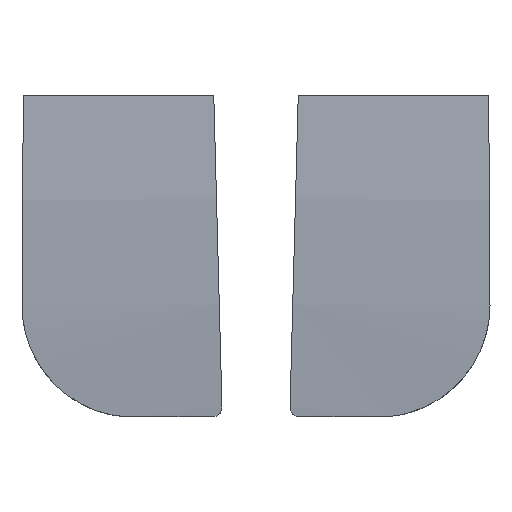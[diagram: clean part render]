
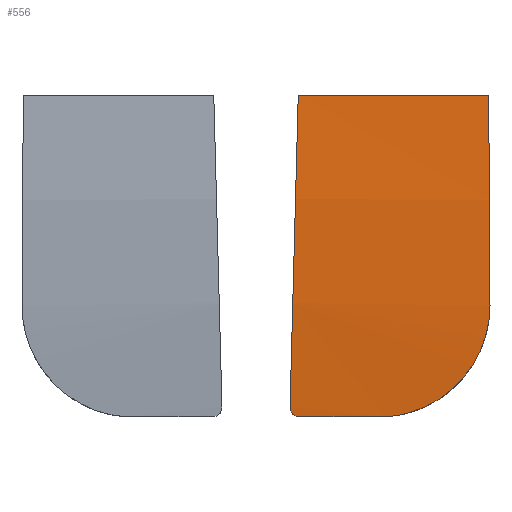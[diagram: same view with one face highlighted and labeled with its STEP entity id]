
A CAD part, top view. The second image highlights one B-rep face of the part: STEP entity #556.
In plain terms, the highlighted cylindrical face has radius 177.127 mm (diameter 354.254 mm), a partial arc.
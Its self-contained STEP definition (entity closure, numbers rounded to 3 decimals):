
#1 = CARTESIAN_POINT ( 'NONE',  ( 560.977, 504.491, 57.841 ) ) ;
#3 = CARTESIAN_POINT ( 'NONE',  ( 542.477, 475.433, 56.957 ) ) ;
#4 = B_SPLINE_CURVE_WITH_KNOTS ( 'NONE', 3,
 ( #650, #568, #213, #149, #500, #275, #789, #421, #506, #416, #857, #146, #781, #427, #793, #571, #849, #66, #704, #431, #711, #724, #636, #716, #560, #626 ),
 .UNSPECIFIED., .F., .F.,
 ( 4, 2, 2, 2, 2, 2, 2, 2, 2, 2, 2, 2, 4 ),
 ( 0., 0.002, 0.003, 0.004, 0.006, 0.007, 0.008, 0.01, 0.011, 0.012, 0.014, 0.015, 0.016 ),
 .UNSPECIFIED. ) ;
#10 = CARTESIAN_POINT ( 'NONE',  ( 551.351, 474.524, 56.848 ) ) ;
#45 = ORIENTED_EDGE ( 'NONE', *, *, #824, .F. ) ;
#56 = FACE_OUTER_BOUND ( 'NONE', #702, .T. ) ;
#66 = CARTESIAN_POINT ( 'NONE',  ( 555.722, 475.792, 56.991 ) ) ;
#80 = CARTESIAN_POINT ( 'NONE',  ( 543.242, 504.491, 57.836 ) ) ;
#83 = CARTESIAN_POINT ( 'NONE',  ( 542.477, 475.194, 56.93 ) ) ;
#95 =( BOUNDED_CURVE ( )  B_SPLINE_CURVE ( 3, ( #208, #481, #132, #80 ),
 .UNSPECIFIED., .F., .F. ) 
 B_SPLINE_CURVE_WITH_KNOTS ( ( 4, 4 ),
 ( 4.764, 4.764 ),
 .UNSPECIFIED. ) 
 CURVE ( )  GEOMETRIC_REPRESENTATION_ITEM ( )  RATIONAL_B_SPLINE_CURVE ( ( 1., 1., 1., 1. ) ) 
 REPRESENTATION_ITEM ( '' )  );
#119 = VERTEX_POINT ( 'NONE', #555 ) ;
#123 = CARTESIAN_POINT ( 'NONE',  ( 561.057, 491.433, 58.151 ) ) ;
#132 = CARTESIAN_POINT ( 'NONE',  ( 549.153, 504.491, 57.838 ) ) ;
#136 = VERTEX_POINT ( 'NONE', #424 ) ;
#138 = CARTESIAN_POINT ( 'NONE',  ( 542.478, 475.457, 56.96 ) ) ;
#142 = VERTEX_POINT ( 'NONE', #10 ) ;
#143 = CARTESIAN_POINT ( 'NONE',  ( 542.477, 475.441, 56.958 ) ) ;
#146 = CARTESIAN_POINT ( 'NONE',  ( 558.724, 478.282, 57.249 ) ) ;
#149 = CARTESIAN_POINT ( 'NONE',  ( 560.854, 482.645, 57.617 ) ) ;
#150 = ORIENTED_EDGE ( 'NONE', *, *, #232, .T. ) ;
#194 = CARTESIAN_POINT ( 'NONE',  ( 560.977, 504.491, 57.841 ) ) ;
#198 = EDGE_CURVE ( 'NONE', #347, #785, #501, .T. ) ;
#208 = CARTESIAN_POINT ( 'NONE',  ( 560.977, 504.491, 57.841 ) ) ;
#213 = CARTESIAN_POINT ( 'NONE',  ( 561.036, 483.603, 57.684 ) ) ;
#218 = CARTESIAN_POINT ( 'NONE',  ( 542.477, 475.449, 56.959 ) ) ;
#229 = EDGE_CURVE ( 'NONE', #136, #142, #4, .T. ) ;
#230 = CARTESIAN_POINT ( 'NONE',  ( 542.477, 475.433, 56.957 ) ) ;
#232 = EDGE_CURVE ( 'NONE', #764, #119, #95, .T. ) ;
#237 = CARTESIAN_POINT ( 'NONE',  ( 542.731, 485.1, 58.047 ) ) ;
#267 = CARTESIAN_POINT ( 'NONE',  ( 561.017, 497.966, 58.177 ) ) ;
#275 = CARTESIAN_POINT ( 'NONE',  ( 560.597, 481.7, 57.546 ) ) ;
#344 =( BOUNDED_CURVE ( )  B_SPLINE_CURVE ( 3, ( #592, #237, #522, #450 ),
 .UNSPECIFIED., .F., .F. ) 
 B_SPLINE_CURVE_WITH_KNOTS ( ( 4, 4 ),
 ( 1.459, 1.623 ),
 .UNSPECIFIED. ) 
 CURVE ( )  GEOMETRIC_REPRESENTATION_ITEM ( )  RATIONAL_B_SPLINE_CURVE ( ( 1., 0.998, 0.998, 1. ) ) 
 REPRESENTATION_ITEM ( '' )  );
#347 = VERTEX_POINT ( 'NONE', #486 ) ;
#368 = CARTESIAN_POINT ( 'NONE',  ( 543.148, 474.548, 56.855 ) ) ;
#375 = CARTESIAN_POINT ( 'NONE',  ( 551.351, 474.524, 56.848 ) ) ;
#405 = CARTESIAN_POINT ( 'NONE',  ( 543.386, 474.524, 56.852 ) ) ;
#416 = CARTESIAN_POINT ( 'NONE',  ( 559.313, 479.069, 57.323 ) ) ;
#421 = CARTESIAN_POINT ( 'NONE',  ( 560.129, 480.473, 57.448 ) ) ;
#424 = CARTESIAN_POINT ( 'NONE',  ( 561.098, 484.911, 57.765 ) ) ;
#427 = CARTESIAN_POINT ( 'NONE',  ( 557.841, 477.317, 57.153 ) ) ;
#431 = CARTESIAN_POINT ( 'NONE',  ( 554.55, 475.221, 56.927 ) ) ;
#438 = CARTESIAN_POINT ( 'NONE',  ( 542.826, 474.707, 56.874 ) ) ;
#441 =( BOUNDED_CURVE ( )  B_SPLINE_CURVE ( 3, ( #1, #267, #123, #700 ),
 .UNSPECIFIED., .F., .F. ) 
 B_SPLINE_CURVE_WITH_KNOTS ( ( 4, 4 ),
 ( 1.519, 1.63 ),
 .UNSPECIFIED. ) 
 CURVE ( )  GEOMETRIC_REPRESENTATION_ITEM ( )  RATIONAL_B_SPLINE_CURVE ( ( 1., 0.999, 0.999, 1. ) ) 
 REPRESENTATION_ITEM ( '' )  );
#444 = CARTESIAN_POINT ( 'NONE',  ( 542.575, 474.959, 56.903 ) ) ;
#450 = CARTESIAN_POINT ( 'NONE',  ( 543.242, 504.491, 57.836 ) ) ;
#481 = CARTESIAN_POINT ( 'NONE',  ( 555.065, 504.491, 57.839 ) ) ;
#486 = CARTESIAN_POINT ( 'NONE',  ( 542.477, 475.433, 56.957 ) ) ;
#500 = CARTESIAN_POINT ( 'NONE',  ( 560.779, 482.328, 57.594 ) ) ;
#501 = B_SPLINE_CURVE_WITH_KNOTS ( 'NONE', 3,
 ( #3, #143, #218, #138 ),
 .UNSPECIFIED., .F., .F.,
 ( 4, 4 ),
 ( 0.001, 0.001 ),
 .UNSPECIFIED. ) ;
#504 = CARTESIAN_POINT ( 'NONE',  ( 543.266, 474.524, 56.852 ) ) ;
#506 = CARTESIAN_POINT ( 'NONE',  ( 559.835, 479.894, 57.398 ) ) ;
#522 = CARTESIAN_POINT ( 'NONE',  ( 542.987, 494.8, 58.34 ) ) ;
#555 = CARTESIAN_POINT ( 'NONE',  ( 543.242, 504.491, 57.836 ) ) ;
#556 = ADVANCED_FACE ( 'NONE', ( #56 ), #838, .T. ) ;
#560 = CARTESIAN_POINT ( 'NONE',  ( 551.681, 474.545, 56.85 ) ) ;
#568 = CARTESIAN_POINT ( 'NONE',  ( 561.098, 484.252, 57.726 ) ) ;
#571 = CARTESIAN_POINT ( 'NONE',  ( 556.563, 476.309, 57.047 ) ) ;
#592 = CARTESIAN_POINT ( 'NONE',  ( 542.478, 475.457, 56.96 ) ) ;
#626 = CARTESIAN_POINT ( 'NONE',  ( 551.351, 474.524, 56.848 ) ) ;
#636 = CARTESIAN_POINT ( 'NONE',  ( 552.659, 474.685, 56.866 ) ) ;
#650 = CARTESIAN_POINT ( 'NONE',  ( 561.098, 484.911, 57.765 ) ) ;
#660 = EDGE_CURVE ( 'NONE', #785, #119, #344, .T. ) ;
#667 = B_SPLINE_CURVE_WITH_KNOTS ( 'NONE', 3,
 ( #804, #504, #368, #878, #438, #444, #83, #230 ),
 .UNSPECIFIED., .F., .F.,
 ( 4, 2, 2, 4 ),
 ( 0., 0., 0.001, 0.001 ),
 .UNSPECIFIED. ) ;
#669 = CARTESIAN_POINT ( 'NONE',  ( 548.696, 474.524, 56.849 ) ) ;
#687 = EDGE_CURVE ( 'NONE', #142, #816, #730, .T. ) ;
#693 = ORIENTED_EDGE ( 'NONE', *, *, #660, .F. ) ;
#700 = CARTESIAN_POINT ( 'NONE',  ( 561.098, 484.911, 57.765 ) ) ;
#702 = EDGE_LOOP ( 'NONE', ( #907, #150, #693, #834, #45, #726, #856 ) ) ;
#704 = CARTESIAN_POINT ( 'NONE',  ( 555.433, 475.639, 56.974 ) ) ;
#711 = CARTESIAN_POINT ( 'NONE',  ( 553.937, 474.999, 56.902 ) ) ;
#716 = CARTESIAN_POINT ( 'NONE',  ( 552.008, 474.581, 56.854 ) ) ;
#724 = CARTESIAN_POINT ( 'NONE',  ( 552.983, 474.752, 56.874 ) ) ;
#726 = ORIENTED_EDGE ( 'NONE', *, *, #687, .F. ) ;
#730 =( BOUNDED_CURVE ( )  B_SPLINE_CURVE ( 3, ( #375, #669, #927, #405 ),
 .UNSPECIFIED., .F., .F. ) 
 B_SPLINE_CURVE_WITH_KNOTS ( ( 4, 4 ),
 ( 4.595, 4.595 ),
 .UNSPECIFIED. ) 
 CURVE ( )  GEOMETRIC_REPRESENTATION_ITEM ( )  RATIONAL_B_SPLINE_CURVE ( ( 1., 1., 1., 1. ) ) 
 REPRESENTATION_ITEM ( '' )  );
#740 = CARTESIAN_POINT ( 'NONE',  ( 543.386, 474.524, 56.852 ) ) ;
#758 = EDGE_CURVE ( 'NONE', #764, #136, #441, .T. ) ;
#764 = VERTEX_POINT ( 'NONE', #194 ) ;
#781 = CARTESIAN_POINT ( 'NONE',  ( 558.51, 478.031, 57.224 ) ) ;
#785 = VERTEX_POINT ( 'NONE', #858 ) ;
#789 = CARTESIAN_POINT ( 'NONE',  ( 560.49, 481.387, 57.522 ) ) ;
#793 = CARTESIAN_POINT ( 'NONE',  ( 557.354, 476.887, 57.109 ) ) ;
#804 = CARTESIAN_POINT ( 'NONE',  ( 543.386, 474.524, 56.852 ) ) ;
#816 = VERTEX_POINT ( 'NONE', #740 ) ;
#824 = EDGE_CURVE ( 'NONE', #816, #347, #667, .T. ) ;
#831 = CARTESIAN_POINT ( 'NONE',  ( 648.011, 495.776, -119.052 ) ) ;
#834 = ORIENTED_EDGE ( 'NONE', *, *, #198, .F. ) ;
#838 = CYLINDRICAL_SURFACE ( 'NONE', #894, 177.127 ) ;
#845 = DIRECTION ( 'NONE',  ( 0.005, -1., 0. ) ) ;
#849 = CARTESIAN_POINT ( 'NONE',  ( 556.287, 476.128, 57.028 ) ) ;
#856 = ORIENTED_EDGE ( 'NONE', *, *, #229, .F. ) ;
#857 = CARTESIAN_POINT ( 'NONE',  ( 559.126, 478.802, 57.298 ) ) ;
#858 = CARTESIAN_POINT ( 'NONE',  ( 542.478, 475.457, 56.96 ) ) ;
#878 = CARTESIAN_POINT ( 'NONE',  ( 542.927, 474.639, 56.866 ) ) ;
#894 = AXIS2_PLACEMENT_3D ( 'NONE', #831, #922, #845 ) ;
#907 = ORIENTED_EDGE ( 'NONE', *, *, #758, .F. ) ;
#922 = DIRECTION ( 'NONE',  ( -1., -0.005, 0. ) ) ;
#927 = CARTESIAN_POINT ( 'NONE',  ( 546.041, 474.524, 56.85 ) ) ;
